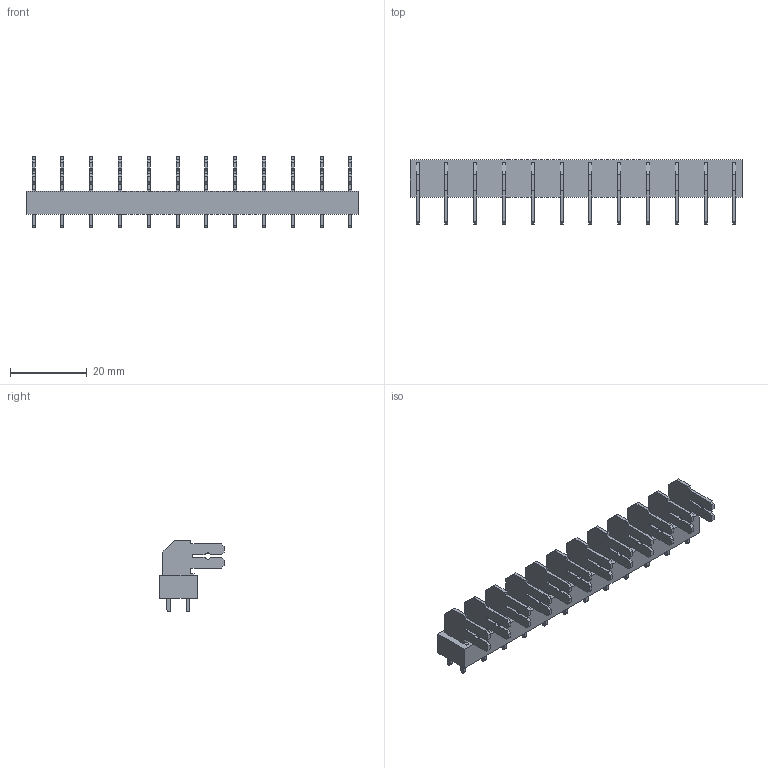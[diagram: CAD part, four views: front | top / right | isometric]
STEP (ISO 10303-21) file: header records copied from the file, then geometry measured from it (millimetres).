
FILE_DESCRIPTION(('CATIA V5 STEP','CAx-IF Rec.Pracs.--- Model Styling and Organization---1.2---2011-12-15'),'2;1');
FILE_NAME ('D1464946_0_9511680000_9511680000.stp','2018-09-01T07:17:38+00:00',('none'),('Weidmueller'),'CATIA Version 5-6 Release 2014','CATIA V5 STEP AP214','none');
FILE_SCHEMA(('AUTOMOTIVE_DESIGN { 1 0 10303 214 1 1 1 1 }'));
Length unit declared in the file: millimetre
Products named in the file (1): 9511680000
Bounding box: 86.5 x 16.85 x 18.5 mm (x, y, z)
Volume: 6193.4 mm3; surface area: 7370.5 mm2
Topology: 13 solids, 13 shells, 498 faces, 1416 edges, 944 vertices
Faces by surface type: plane 438, cylinder 60
Entity records: 13888 total; most frequent: ORIENTED_EDGE 2832, CARTESIAN_POINT 2446, DIRECTION 1586, EDGE_CURVE 1416, VECTOR 1296, LINE 1296, VERTEX_POINT 944, EDGE_LOOP 546
